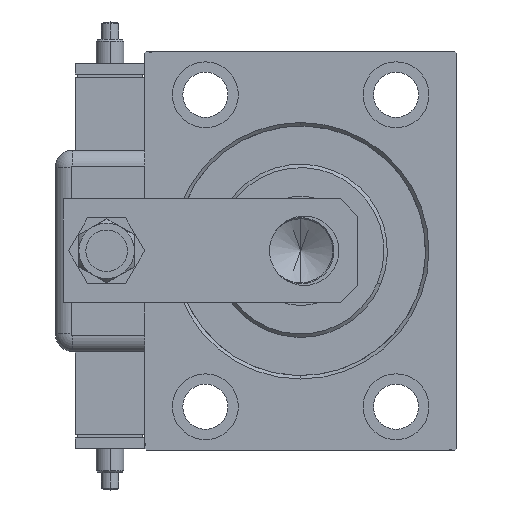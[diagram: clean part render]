
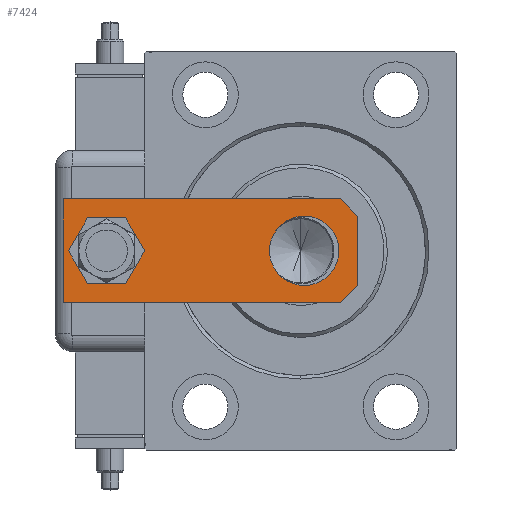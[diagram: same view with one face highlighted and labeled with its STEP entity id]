
A CAD part, left-side view. The second image highlights one B-rep face of the part: STEP entity #7424.
In plain terms, the highlighted face is planar.
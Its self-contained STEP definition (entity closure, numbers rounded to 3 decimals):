
#399 = CARTESIAN_POINT ( 'NONE',  ( 10., 0., 0. ) ) ;
#3110 = DIRECTION ( 'NONE',  ( 1., 0., 0. ) ) ;
#3350 = CARTESIAN_POINT ( 'NONE',  ( 15., 0., 0. ) ) ;
#3999 = FACE_BOUND ( 'NONE', #50396, .T. ) ;
#4389 = EDGE_CURVE ( 'NONE', #30286, #55541, #45952, .T. ) ;
#5281 = CARTESIAN_POINT ( 'NONE',  ( -15., 85., 0. ) ) ;
#5614 = EDGE_CURVE ( 'NONE', #26033, #10138, #45550, .T. ) ;
#6313 = AXIS2_PLACEMENT_3D ( 'NONE', #26970, #58979, #3110 ) ;
#6316 = DIRECTION ( 'NONE',  ( 0., -1., 0. ) ) ;
#6538 = DIRECTION ( 'NONE',  ( -0.707, -0.707, 0. ) ) ;
#6728 = ORIENTED_EDGE ( 'NONE', *, *, #12892, .T. ) ;
#7089 = DIRECTION ( 'NONE',  ( 1., 0., 0. ) ) ;
#7424 = ADVANCED_FACE ( 'NONE', ( #26959, #36269, #3999 ), #41229, .F. ) ;
#7894 = LINE ( 'NONE', #32051, #32564 ) ;
#8191 = AXIS2_PLACEMENT_3D ( 'NONE', #22805, #25710, #7089 ) ;
#9974 = CARTESIAN_POINT ( 'NONE',  ( 10., 15.5, 0. ) ) ;
#10138 = VERTEX_POINT ( 'NONE', #48342 ) ;
#10184 = ORIENTED_EDGE ( 'NONE', *, *, #5614, .F. ) ;
#10579 = LINE ( 'NONE', #57743, #37996 ) ;
#12818 = EDGE_CURVE ( 'NONE', #44560, #29154, #7894, .T. ) ;
#12892 = EDGE_CURVE ( 'NONE', #15151, #48575, #55426, .T. ) ;
#13784 = DIRECTION ( 'NONE',  ( -0.707, 0.707, 0. ) ) ;
#14477 = ORIENTED_EDGE ( 'NONE', *, *, #30627, .T. ) ;
#15001 = DIRECTION ( 'NONE',  ( 0., 0., 1. ) ) ;
#15151 = VERTEX_POINT ( 'NONE', #44366 ) ;
#15849 = DIRECTION ( 'NONE',  ( -1., 0., 0. ) ) ;
#16192 = ORIENTED_EDGE ( 'NONE', *, *, #20914, .T. ) ;
#16756 = DIRECTION ( 'NONE',  ( 1., 0., 0. ) ) ;
#16781 = EDGE_CURVE ( 'NONE', #59281, #29154, #29864, .T. ) ;
#17065 = DIRECTION ( 'NONE',  ( 1., 0., 0. ) ) ;
#17251 = CARTESIAN_POINT ( 'NONE',  ( -10., 0., 0. ) ) ;
#19338 = DIRECTION ( 'NONE',  ( 1., 0., 0. ) ) ;
#20048 = CARTESIAN_POINT ( 'NONE',  ( -10., 15.5, 0. ) ) ;
#20123 = CARTESIAN_POINT ( 'NONE',  ( 0., 15.5, 0. ) ) ;
#20735 = DIRECTION ( 'NONE',  ( 1., 0., 0. ) ) ;
#20914 = EDGE_CURVE ( 'NONE', #26033, #49258, #58983, .T. ) ;
#22805 = CARTESIAN_POINT ( 'NONE',  ( 0., 72.5, 0. ) ) ;
#23187 = VECTOR ( 'NONE', #16756, 1000. ) ;
#23409 = EDGE_LOOP ( 'NONE', ( #48685, #43198, #53247, #38518, #10184, #16192 ) ) ;
#24142 = EDGE_LOOP ( 'NONE', ( #6728, #32499 ) ) ;
#25710 = DIRECTION ( 'NONE',  ( 0., 0., 1. ) ) ;
#26033 = VERTEX_POINT ( 'NONE', #60543 ) ;
#26959 = FACE_OUTER_BOUND ( 'NONE', #23409, .T. ) ;
#26970 = CARTESIAN_POINT ( 'NONE',  ( 0., 15.5, 0. ) ) ;
#28623 = AXIS2_PLACEMENT_3D ( 'NONE', #53162, #15001, #19338 ) ;
#28749 = VECTOR ( 'NONE', #6316, 1000. ) ;
#28811 = EDGE_CURVE ( 'NONE', #44560, #49258, #40914, .T. ) ;
#29154 = VERTEX_POINT ( 'NONE', #57821 ) ;
#29657 = EDGE_CURVE ( 'NONE', #10138, #59281, #10579, .T. ) ;
#29864 = LINE ( 'NONE', #52561, #28749 ) ;
#30286 = VERTEX_POINT ( 'NONE', #9974 ) ;
#30627 = EDGE_CURVE ( 'NONE', #55541, #30286, #43021, .T. ) ;
#32051 = CARTESIAN_POINT ( 'NONE',  ( -10., 0., 0. ) ) ;
#32499 = ORIENTED_EDGE ( 'NONE', *, *, #42404, .T. ) ;
#32564 = VECTOR ( 'NONE', #13784, 1000. ) ;
#33781 = CARTESIAN_POINT ( 'NONE',  ( 7., 72.5, 0. ) ) ;
#34261 = VECTOR ( 'NONE', #50513, 1000. ) ;
#34869 = VECTOR ( 'NONE', #6538, 1000. ) ;
#36269 = FACE_BOUND ( 'NONE', #24142, .T. ) ;
#36570 = CARTESIAN_POINT ( 'NONE',  ( 0., 0., 0. ) ) ;
#37996 = VECTOR ( 'NONE', #15849, 1000. ) ;
#38518 = ORIENTED_EDGE ( 'NONE', *, *, #29657, .F. ) ;
#39032 = DIRECTION ( 'NONE',  ( 0., 0., 1. ) ) ;
#40914 = LINE ( 'NONE', #54304, #23187 ) ;
#41229 = PLANE ( 'NONE',  #59375 ) ;
#42404 = EDGE_CURVE ( 'NONE', #48575, #15151, #59767, .T. ) ;
#43021 = CIRCLE ( 'NONE', #50961, 10. ) ;
#43198 = ORIENTED_EDGE ( 'NONE', *, *, #12818, .T. ) ;
#44366 = CARTESIAN_POINT ( 'NONE',  ( -7., 72.5, 0. ) ) ;
#44560 = VERTEX_POINT ( 'NONE', #17251 ) ;
#45550 = LINE ( 'NONE', #3350, #34261 ) ;
#45952 = CIRCLE ( 'NONE', #6313, 10. ) ;
#48342 = CARTESIAN_POINT ( 'NONE',  ( 15., 85., 0. ) ) ;
#48575 = VERTEX_POINT ( 'NONE', #33781 ) ;
#48685 = ORIENTED_EDGE ( 'NONE', *, *, #28811, .F. ) ;
#49258 = VERTEX_POINT ( 'NONE', #399 ) ;
#50396 = EDGE_LOOP ( 'NONE', ( #14477, #57726 ) ) ;
#50513 = DIRECTION ( 'NONE',  ( 0., 1., 0. ) ) ;
#50961 = AXIS2_PLACEMENT_3D ( 'NONE', #20123, #39032, #20735 ) ;
#52561 = CARTESIAN_POINT ( 'NONE',  ( -15., 85., 0. ) ) ;
#53162 = CARTESIAN_POINT ( 'NONE',  ( 0., 72.5, 0. ) ) ;
#53247 = ORIENTED_EDGE ( 'NONE', *, *, #16781, .F. ) ;
#54304 = CARTESIAN_POINT ( 'NONE',  ( -15., 0., 0. ) ) ;
#54946 = CARTESIAN_POINT ( 'NONE',  ( 15., 5., 0. ) ) ;
#55426 = CIRCLE ( 'NONE', #28623, 7. ) ;
#55541 = VERTEX_POINT ( 'NONE', #20048 ) ;
#56149 = DIRECTION ( 'NONE',  ( 0., 0., 1. ) ) ;
#57726 = ORIENTED_EDGE ( 'NONE', *, *, #4389, .T. ) ;
#57743 = CARTESIAN_POINT ( 'NONE',  ( 15., 85., 0. ) ) ;
#57821 = CARTESIAN_POINT ( 'NONE',  ( -15., 5., 0. ) ) ;
#58979 = DIRECTION ( 'NONE',  ( 0., 0., 1. ) ) ;
#58983 = LINE ( 'NONE', #54946, #34869 ) ;
#59281 = VERTEX_POINT ( 'NONE', #5281 ) ;
#59375 = AXIS2_PLACEMENT_3D ( 'NONE', #36570, #56149, #17065 ) ;
#59767 = CIRCLE ( 'NONE', #8191, 7. ) ;
#60543 = CARTESIAN_POINT ( 'NONE',  ( 15., 5., 0. ) ) ;
